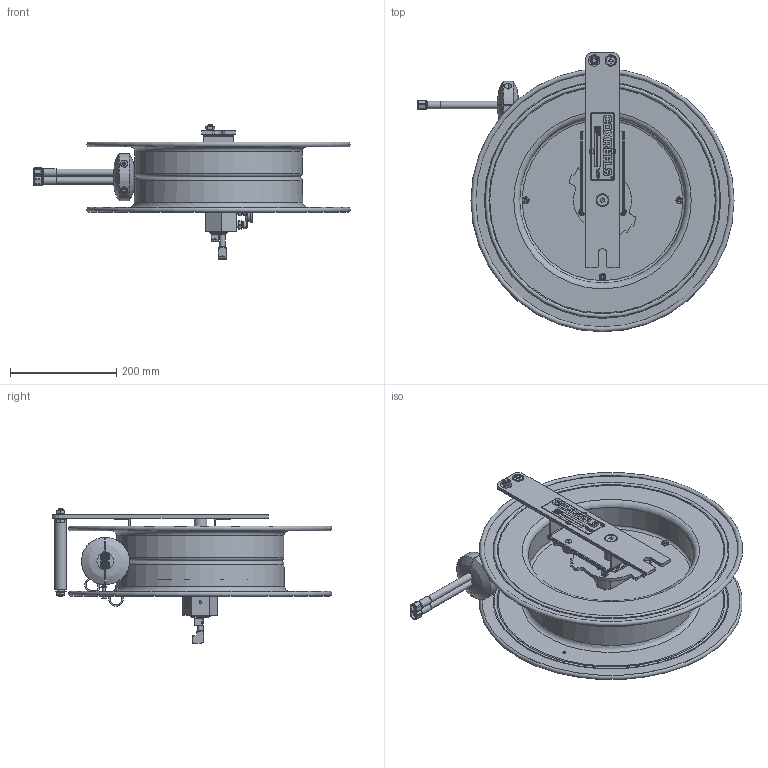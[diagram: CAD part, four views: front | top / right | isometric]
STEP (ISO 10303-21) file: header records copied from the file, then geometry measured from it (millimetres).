
FILE_DESCRIPTION(/* description */ (''),/* implementation_level */ '2;1');
FILE_NAME(/* name */ 'SR19WT-175_SHARED.stp',/* time_stamp */ '2020-03-09T08:01:52-07:00',/* author */ ('NMelton'),/* organization */ (''),/* preprocessor_version */ 'ST-DEVELOPER v17',/* originating_system */ 'Autodesk Inventor 2019',/* authorisation */ '');
FILE_SCHEMA (('AUTOMOTIVE_DESIGN { 1 0 10303 214 3 1 1 }'));
Products named in the file (1): SR19WT-175_SHARED
Bounding box: 595.12 x 526.41 x 252.43 mm (x, y, z)
Surface area: 1324130.6 mm2 (no closed solid volume)
Topology: 0 solids, 151 shells, 2653 faces, 11210 edges, 8275 vertices
Faces by surface type: plane 1384, cylinder 531, bspline 505, cone 168, torus 58, sphere 7
Full cylindrical faces by diameter (mm): 1.93 x2, 2.54 x1, 3.048 x1, 3.81 x2, 3.962 x2, 4.366 x2, 4.75 x1, 4.826 x2, 4.978 x2, 5.08 x2, 5.182 x1, 5.556 x1, 5.575 x1, 5.588 x2, 6.248 x2, 6.35 x4, 7.112 x2, 8.89 x3, 9.525 x4, 10.312 x2, 11.557 x4, 12.548 x1, 12.7 x1, 12.859 x1, 13.081 x2, 13.494 x4, 14.287 x2, 14.605 x4, 17.145 x4, 18.034 x1
Entity records: 137082 total; most frequent: CARTESIAN_POINT 50375, ORIENTED_EDGE 16440, DIRECTION 14734, EDGE_CURVE 11198, VERTEX_POINT 8275, LINE 6492, VECTOR 6492, AXIS2_PLACEMENT_3D 4121
